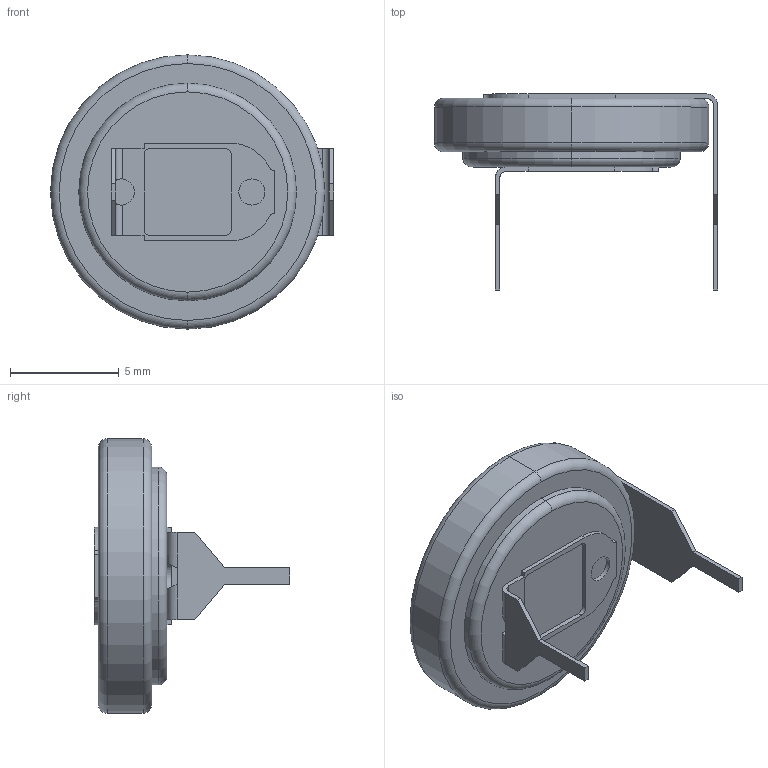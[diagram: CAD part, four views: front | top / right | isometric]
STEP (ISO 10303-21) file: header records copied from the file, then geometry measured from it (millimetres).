
FILE_DESCRIPTION (( 'STEP AP214' ), '1' );
FILE_NAME ('BR1225A_HBN.STEP', '2022-04-25T19:30:07', ( '' ), ( '' ), 'SwSTEP 2.0', 'SolidWorks 2017', '' );
FILE_SCHEMA (( 'AUTOMOTIVE_DESIGN' ));
Length unit declared in the file: millimetre
Products named in the file (1): BR1225A_HBN
Bounding box: 13 x 9 x 12.6 mm (x, y, z)
Volume: 370.9 mm3; surface area: 669.1 mm2
Topology: 4 solids, 4 shells, 86 faces, 230 edges, 150 vertices
Faces by surface type: plane 45, cylinder 35, torus 6
Entity records: 2803 total; most frequent: CARTESIAN_POINT 495, DIRECTION 480, ORIENTED_EDGE 460, EDGE_CURVE 230, AXIS2_PLACEMENT_3D 167, VERTEX_POINT 150, VECTOR 146, LINE 146
